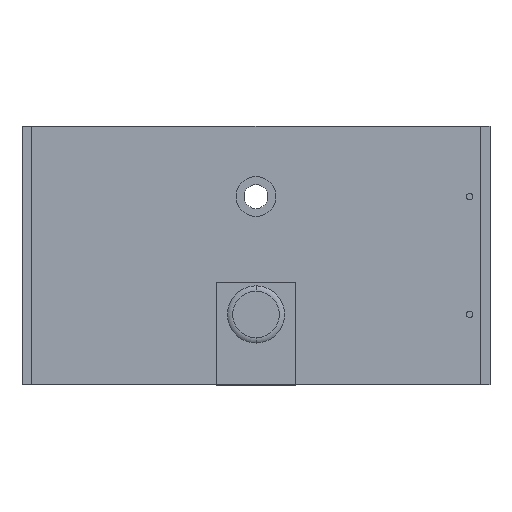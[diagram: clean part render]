
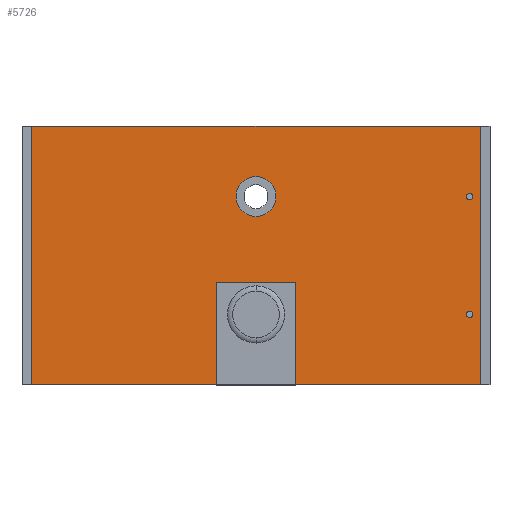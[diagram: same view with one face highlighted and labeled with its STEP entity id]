
A CAD part, front view. The second image highlights one B-rep face of the part: STEP entity #5726.
In plain terms, the highlighted planar face has unit normal (0, -1, 0).
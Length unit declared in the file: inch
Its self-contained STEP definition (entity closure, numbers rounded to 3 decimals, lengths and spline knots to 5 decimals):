
#137 = VERTEX_POINT ( 'NONE', #6358 ) ;
#401 = DIRECTION ( 'NONE',  ( 0., 1., 0. ) ) ;
#579 = EDGE_CURVE ( 'NONE', #137, #855, #9429, .T. ) ;
#813 = LINE ( 'NONE', #3750, #2926 ) ;
#855 = VERTEX_POINT ( 'NONE', #9210 ) ;
#911 = AXIS2_PLACEMENT_3D ( 'NONE', #4385, #7544, #1273 ) ;
#920 = CIRCLE ( 'NONE', #12024, 0.016 ) ;
#1183 = EDGE_CURVE ( 'NONE', #7344, #5797, #2272, .T. ) ;
#1273 = DIRECTION ( 'NONE',  ( 0., 0., -1. ) ) ;
#1392 = DIRECTION ( 'NONE',  ( 0., 0., -1. ) ) ;
#1463 = VERTEX_POINT ( 'NONE', #12622 ) ;
#1677 = CARTESIAN_POINT ( 'NONE',  ( 1.1215, 0.02, -0.648 ) ) ;
#1794 = EDGE_CURVE ( 'NONE', #855, #8559, #813, .T. ) ;
#1828 = VERTEX_POINT ( 'NONE', #11035 ) ;
#2083 = CARTESIAN_POINT ( 'NONE',  ( 1.1215, 0.02, -0.648 ) ) ;
#2128 = DIRECTION ( 'NONE',  ( 0., -1., 0. ) ) ;
#2272 = CIRCLE ( 'NONE', #3109, 0.016 ) ;
#2342 = EDGE_CURVE ( 'NONE', #1828, #1463, #11691, .T. ) ;
#2351 = CARTESIAN_POINT ( 'NONE',  ( 0., 0.02, 0.195 ) ) ;
#2433 = CARTESIAN_POINT ( 'NONE',  ( 1.0695, 0.02, 0.295 ) ) ;
#2497 = CARTESIAN_POINT ( 'NONE',  ( 1.0695, 0.02, 0.295 ) ) ;
#2520 = LINE ( 'NONE', #13066, #6588 ) ;
#2572 = DIRECTION ( 'NONE',  ( 0., 1., 0. ) ) ;
#2628 = DIRECTION ( 'NONE',  ( 0., 0., -1. ) ) ;
#2675 = DIRECTION ( 'NONE',  ( 1., 0., 0. ) ) ;
#2688 = FACE_BOUND ( 'NONE', #4160, .T. ) ;
#2736 = CARTESIAN_POINT ( 'NONE',  ( 0., 0.02, 0. ) ) ;
#2926 = VECTOR ( 'NONE', #5878, 39.37008 ) ;
#3027 = CARTESIAN_POINT ( 'NONE',  ( 1.0695, 0.02, -0.311 ) ) ;
#3109 = AXIS2_PLACEMENT_3D ( 'NONE', #3434, #10694, #1392 ) ;
#3150 = ORIENTED_EDGE ( 'NONE', *, *, #579, .T. ) ;
#3198 = VECTOR ( 'NONE', #2675, 39.37008 ) ;
#3222 = CARTESIAN_POINT ( 'NONE',  ( 1.0695, 0.02, -0.295 ) ) ;
#3355 = LINE ( 'NONE', #1677, #3198 ) ;
#3434 = CARTESIAN_POINT ( 'NONE',  ( 1.0695, 0.02, -0.295 ) ) ;
#3750 = CARTESIAN_POINT ( 'NONE',  ( -1.1215, 0.02, -0.648 ) ) ;
#4127 = ORIENTED_EDGE ( 'NONE', *, *, #1794, .T. ) ;
#4160 = EDGE_LOOP ( 'NONE', ( #8181, #7539 ) ) ;
#4179 = EDGE_CURVE ( 'NONE', #5797, #7344, #5497, .T. ) ;
#4385 = CARTESIAN_POINT ( 'NONE',  ( 0., 0.02, 0.295 ) ) ;
#4492 = AXIS2_PLACEMENT_3D ( 'NONE', #3222, #10488, #11496 ) ;
#4599 = EDGE_CURVE ( 'NONE', #8559, #6710, #3355, .T. ) ;
#4719 = ORIENTED_EDGE ( 'NONE', *, *, #4179, .T. ) ;
#5028 = AXIS2_PLACEMENT_3D ( 'NONE', #2736, #5794, #7959 ) ;
#5489 = ORIENTED_EDGE ( 'NONE', *, *, #2342, .T. ) ;
#5497 = CIRCLE ( 'NONE', #4492, 0.016 ) ;
#5671 = EDGE_CURVE ( 'NONE', #6710, #137, #2520, .T. ) ;
#5726 = ADVANCED_FACE ( 'NONE', ( #2688, #10478, #7383, #13220 ), #5882, .T. ) ;
#5794 = DIRECTION ( 'NONE',  ( 0., -1., 0. ) ) ;
#5797 = VERTEX_POINT ( 'NONE', #10910 ) ;
#5878 = DIRECTION ( 'NONE',  ( 0., 0., -1. ) ) ;
#5882 = PLANE ( 'NONE',  #5028 ) ;
#6116 = CARTESIAN_POINT ( 'NONE',  ( -1.1215, 0.02, -0.648 ) ) ;
#6358 = CARTESIAN_POINT ( 'NONE',  ( 1.1215, 0.02, 0.648 ) ) ;
#6562 = ORIENTED_EDGE ( 'NONE', *, *, #1183, .T. ) ;
#6588 = VECTOR ( 'NONE', #7782, 39.37008 ) ;
#6710 = VERTEX_POINT ( 'NONE', #2083 ) ;
#6862 = EDGE_LOOP ( 'NONE', ( #4127, #8976, #8877, #3150 ) ) ;
#7035 = ORIENTED_EDGE ( 'NONE', *, *, #12988, .T. ) ;
#7175 = AXIS2_PLACEMENT_3D ( 'NONE', #7356, #2128, #9399 ) ;
#7344 = VERTEX_POINT ( 'NONE', #3027 ) ;
#7356 = CARTESIAN_POINT ( 'NONE',  ( 0., 0.02, 0.295 ) ) ;
#7383 = FACE_BOUND ( 'NONE', #9126, .T. ) ;
#7539 = ORIENTED_EDGE ( 'NONE', *, *, #8903, .F. ) ;
#7544 = DIRECTION ( 'NONE',  ( 0., -1., 0. ) ) ;
#7782 = DIRECTION ( 'NONE',  ( 0., 0., 1. ) ) ;
#7959 = DIRECTION ( 'NONE',  ( 0., 0., -1. ) ) ;
#8181 = ORIENTED_EDGE ( 'NONE', *, *, #8743, .F. ) ;
#8559 = VERTEX_POINT ( 'NONE', #6116 ) ;
#8743 = EDGE_CURVE ( 'NONE', #11596, #9593, #10176, .T. ) ;
#8877 = ORIENTED_EDGE ( 'NONE', *, *, #5671, .T. ) ;
#8903 = EDGE_CURVE ( 'NONE', #9593, #11596, #9848, .T. ) ;
#8976 = ORIENTED_EDGE ( 'NONE', *, *, #4599, .T. ) ;
#9126 = EDGE_LOOP ( 'NONE', ( #5489, #7035 ) ) ;
#9210 = CARTESIAN_POINT ( 'NONE',  ( -1.1215, 0.02, 0.648 ) ) ;
#9399 = DIRECTION ( 'NONE',  ( 0., 0., -1. ) ) ;
#9429 = LINE ( 'NONE', #9498, #10414 ) ;
#9498 = CARTESIAN_POINT ( 'NONE',  ( 1.1215, 0.02, 0.648 ) ) ;
#9593 = VERTEX_POINT ( 'NONE', #2351 ) ;
#9848 = CIRCLE ( 'NONE', #911, 0.1 ) ;
#10006 = AXIS2_PLACEMENT_3D ( 'NONE', #2497, #401, #2628 ) ;
#10176 = CIRCLE ( 'NONE', #7175, 0.1 ) ;
#10414 = VECTOR ( 'NONE', #10591, 39.37008 ) ;
#10478 = FACE_OUTER_BOUND ( 'NONE', #6862, .T. ) ;
#10488 = DIRECTION ( 'NONE',  ( 0., 1., 0. ) ) ;
#10591 = DIRECTION ( 'NONE',  ( -1., 0., 0. ) ) ;
#10694 = DIRECTION ( 'NONE',  ( 0., 1., 0. ) ) ;
#10910 = CARTESIAN_POINT ( 'NONE',  ( 1.0695, 0.02, -0.279 ) ) ;
#10924 = DIRECTION ( 'NONE',  ( 0., 0., -1. ) ) ;
#11035 = CARTESIAN_POINT ( 'NONE',  ( 1.0695, 0.02, 0.311 ) ) ;
#11496 = DIRECTION ( 'NONE',  ( 0., 0., -1. ) ) ;
#11596 = VERTEX_POINT ( 'NONE', #12920 ) ;
#11691 = CIRCLE ( 'NONE', #10006, 0.016 ) ;
#11858 = EDGE_LOOP ( 'NONE', ( #4719, #6562 ) ) ;
#12024 = AXIS2_PLACEMENT_3D ( 'NONE', #2433, #2572, #10924 ) ;
#12622 = CARTESIAN_POINT ( 'NONE',  ( 1.0695, 0.02, 0.279 ) ) ;
#12920 = CARTESIAN_POINT ( 'NONE',  ( 0., 0.02, 0.395 ) ) ;
#12988 = EDGE_CURVE ( 'NONE', #1463, #1828, #920, .T. ) ;
#13066 = CARTESIAN_POINT ( 'NONE',  ( 1.1215, 0.02, -0.648 ) ) ;
#13220 = FACE_BOUND ( 'NONE', #11858, .T. ) ;
